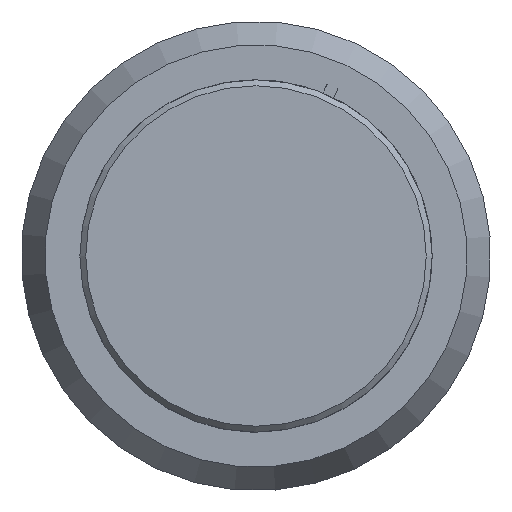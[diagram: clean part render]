
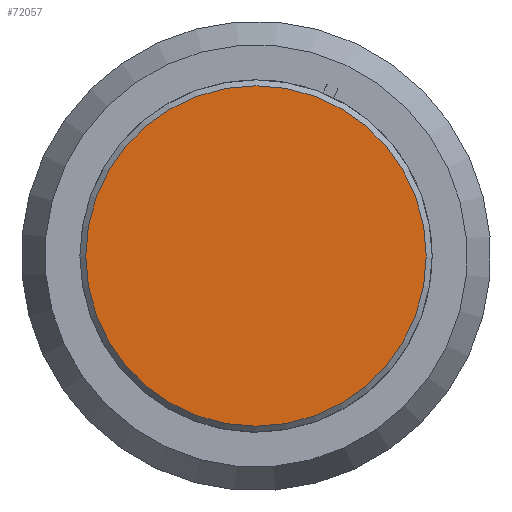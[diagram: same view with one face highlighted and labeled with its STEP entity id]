
A CAD part, left-side view. The second image highlights one B-rep face of the part: STEP entity #72057.
In plain terms, the highlighted planar face has unit normal (-1, 0, 0).
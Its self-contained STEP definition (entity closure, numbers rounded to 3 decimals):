
#72026=CARTESIAN_POINT('',(0.0,14.5,0.));
#72027=VERTEX_POINT('',#72026);
#72028=CARTESIAN_POINT('',(0.0,0.0,0.0));
#72029=DIRECTION('',(1.0,0.0,0.0));
#72030=DIRECTION('',(0.0,-1.0,0.0));
#72031=AXIS2_PLACEMENT_3D('',#72028,#72029,#72030);
#72032=CIRCLE('',#72031,14.5);
#72033=EDGE_CURVE('',#72027,#72027,#72032,.T.);
#72049=CARTESIAN_POINT('',(0.0,13.287,0.0));
#72050=DIRECTION('',(-1.0,0.0,0.0));
#72051=DIRECTION('',(0.0,0.0,1.0));
#72052=AXIS2_PLACEMENT_3D('',#72049,#72050,#72051);
#72053=PLANE('',#72052);
#72054=ORIENTED_EDGE('',*,*,#72033,.F.);
#72055=EDGE_LOOP('',(#72054));
#72056=FACE_OUTER_BOUND('',#72055,.T.);
#72057=ADVANCED_FACE('',(#72056),#72053,.T.);
